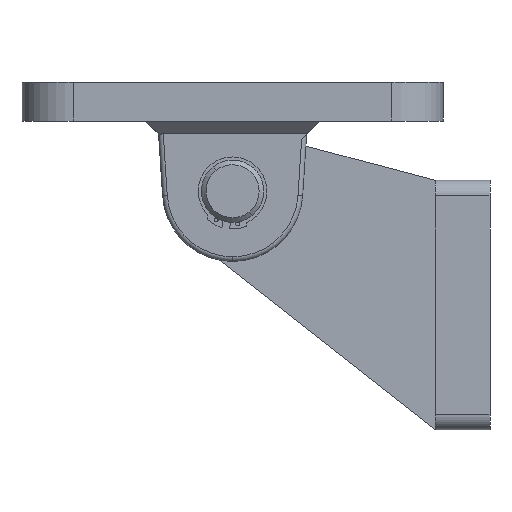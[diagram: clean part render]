
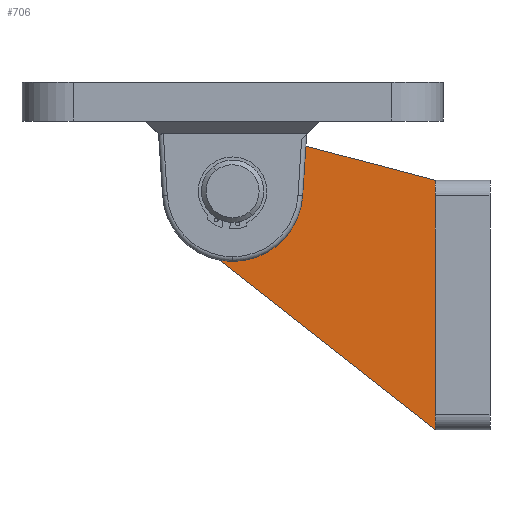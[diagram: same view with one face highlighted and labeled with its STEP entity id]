
A CAD part, front view. The second image highlights one B-rep face of the part: STEP entity #706.
In plain terms, the highlighted face is planar.
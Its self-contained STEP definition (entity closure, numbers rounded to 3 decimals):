
#210 = EDGE_LOOP ( 'NONE', ( #633, #635, #636, #3250, #619 ) ) ;
#341 = FACE_OUTER_BOUND ( 'NONE', #210, .T. ) ;
#517 = LINE ( 'NONE', #3607, #527 ) ;
#527 = VECTOR ( 'NONE', #1280, 1000. ) ;
#550 = VECTOR ( 'NONE', #1320, 1000. ) ;
#552 = LINE ( 'NONE', #1310, #550 ) ;
#619 = ORIENTED_EDGE ( 'NONE', *, *, #2882, .T. ) ;
#633 = ORIENTED_EDGE ( 'NONE', *, *, #2655, .T. ) ;
#635 = ORIENTED_EDGE ( 'NONE', *, *, #2864, .T. ) ;
#636 = ORIENTED_EDGE ( 'NONE', *, *, #2902, .T. ) ;
#706 = ADVANCED_FACE ( 'NONE', ( #341 ), #1124, .T. ) ;
#851 = AXIS2_PLACEMENT_3D ( 'NONE', #1114, #900, #994 ) ;
#900 = DIRECTION ( 'NONE',  ( 0., 1., 0. ) ) ;
#994 = DIRECTION ( 'NONE',  ( 0., 0., 1. ) ) ;
#1114 = CARTESIAN_POINT ( 'NONE',  ( -140.309, 119., 116.123 ) ) ;
#1124 = PLANE ( 'NONE',  #851 ) ;
#1185 = CARTESIAN_POINT ( 'NONE',  ( -31.671, 119., 154.775 ) ) ;
#1280 = DIRECTION ( 'NONE',  ( -0.618, 0., 0.786 ) ) ;
#1310 = CARTESIAN_POINT ( 'NONE',  ( -29.218, 119., 145.497 ) ) ;
#1320 = DIRECTION ( 'NONE',  ( -0.256, 0., 0.967 ) ) ;
#1666 = VERTEX_POINT ( 'NONE', #1185 ) ;
#1822 = CARTESIAN_POINT ( 'NONE',  ( 7., 119., 165. ) ) ;
#1823 = DIRECTION ( 'NONE',  ( 0., -1., 0. ) ) ;
#1825 = DIRECTION ( 'NONE',  ( 0., 0., 1. ) ) ;
#1875 = CARTESIAN_POINT ( 'NONE',  ( -140.309, 119., 35. ) ) ;
#1876 = DIRECTION ( 'NONE',  ( -1., 0., 0. ) ) ;
#1971 = VERTEX_POINT ( 'NONE', #3630 ) ;
#2018 = VERTEX_POINT ( 'NONE', #3631 ) ;
#2064 = VERTEX_POINT ( 'NONE', #3647 ) ;
#2076 = VERTEX_POINT ( 'NONE', #3641 ) ;
#2398 = CIRCLE ( 'NONE', #4123, 40. ) ;
#2427 = LINE ( 'NONE', #1875, #2428 ) ;
#2428 = VECTOR ( 'NONE', #1876, 1000. ) ;
#2460 = CIRCLE ( 'NONE', #4138, 40. ) ;
#2638 = EDGE_CURVE ( 'NONE', #2018, #2064, #517, .T. ) ;
#2655 = EDGE_CURVE ( 'NONE', #1971, #1666, #552, .T. ) ;
#2864 = EDGE_CURVE ( 'NONE', #1666, #2076, #2398, .T. ) ;
#2882 = EDGE_CURVE ( 'NONE', #2018, #1971, #2427, .T. ) ;
#2902 = EDGE_CURVE ( 'NONE', #2076, #2064, #2460, .T. ) ;
#3250 = ORIENTED_EDGE ( 'NONE', *, *, #2638, .F. ) ;
#3607 = CARTESIAN_POINT ( 'NONE',  ( 5.977, 119., 231.05 ) ) ;
#3630 = CARTESIAN_POINT ( 'NONE',  ( 0., 119., 35. ) ) ;
#3631 = CARTESIAN_POINT ( 'NONE',  ( 160., 119., 35. ) ) ;
#3641 = CARTESIAN_POINT ( 'NONE',  ( 7., 119., 125. ) ) ;
#3647 = CARTESIAN_POINT ( 'NONE',  ( 38.454, 119., 189.711 ) ) ;
#3699 = CARTESIAN_POINT ( 'NONE',  ( 7., 119., 165. ) ) ;
#3712 = DIRECTION ( 'NONE',  ( 0., -1., 0. ) ) ;
#3713 = DIRECTION ( 'NONE',  ( 0., 0., 1. ) ) ;
#4123 = AXIS2_PLACEMENT_3D ( 'NONE', #1822, #1823, #1825 ) ;
#4138 = AXIS2_PLACEMENT_3D ( 'NONE', #3699, #3712, #3713 ) ;
